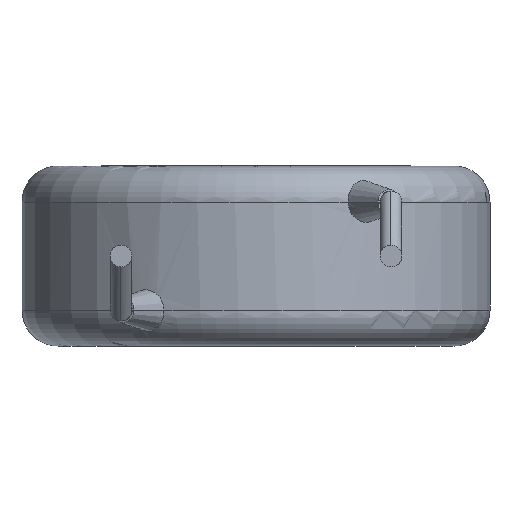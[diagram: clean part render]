
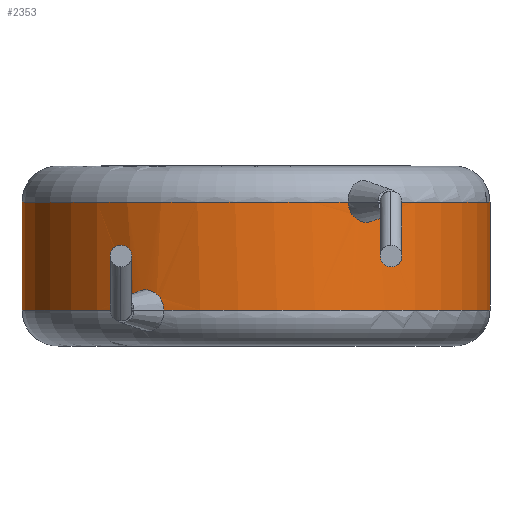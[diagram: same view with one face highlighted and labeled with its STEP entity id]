
A CAD part, front view. The second image highlights one B-rep face of the part: STEP entity #2353.
In plain terms, the highlighted cylindrical face has radius 6.5 mm (diameter 13 mm), a partial arc.
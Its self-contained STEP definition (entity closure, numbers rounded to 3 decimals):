
#16 = DIRECTION ( 'NONE',  ( 0., 0., -1. ) ) ;
#32 = EDGE_CURVE ( 'NONE', #729, #1728, #368, .T. ) ;
#33 = CARTESIAN_POINT ( 'NONE',  ( 2.616, -5.951, 3.705 ) ) ;
#37 = VERTEX_POINT ( 'NONE', #1949 ) ;
#137 = CARTESIAN_POINT ( 'NONE',  ( 0., 0., 5. ) ) ;
#293 = DIRECTION ( 'NONE',  ( 1., 0., 0. ) ) ;
#301 = DIRECTION ( 'NONE',  ( 1., 0., 0. ) ) ;
#368 = LINE ( 'NONE', #2073, #3656 ) ;
#461 = DIRECTION ( 'NONE',  ( 0., 0., -1. ) ) ;
#477 = CARTESIAN_POINT ( 'NONE',  ( -2.616, -5.951, 1.295 ) ) ;
#521 = ORIENTED_EDGE ( 'NONE', *, *, #2888, .F. ) ;
#622 = ORIENTED_EDGE ( 'NONE', *, *, #1533, .T. ) ;
#646 = AXIS2_PLACEMENT_3D ( 'NONE', #2488, #3824, #293 ) ;
#704 = CARTESIAN_POINT ( 'NONE',  ( 3.557, -5.44, 4. ) ) ;
#729 = VERTEX_POINT ( 'NONE', #1032 ) ;
#749 = DIRECTION ( 'NONE',  ( 0., 0., -1. ) ) ;
#789 = FACE_OUTER_BOUND ( 'NONE', #3783, .T. ) ;
#809 = CARTESIAN_POINT ( 'NONE',  ( -3.199, -5.66, 1.562 ) ) ;
#961 = CARTESIAN_POINT ( 'NONE',  ( 6.5, 0., 5. ) ) ;
#1032 = CARTESIAN_POINT ( 'NONE',  ( -6.5, 0., 4. ) ) ;
#1082 = CARTESIAN_POINT ( 'NONE',  ( -2.559, -5.975, 1.149 ) ) ;
#1096 = EDGE_CURVE ( 'NONE', #1548, #1881, #1815, .T. ) ;
#1173 = DIRECTION ( 'NONE',  ( 1., 0., 0. ) ) ;
#1232 = CARTESIAN_POINT ( 'NONE',  ( 3.557, -5.44, 3.851 ) ) ;
#1277 = DIRECTION ( 'NONE',  ( 0., 0., 1. ) ) ;
#1307 = ORIENTED_EDGE ( 'NONE', *, *, #32, .T. ) ;
#1391 = CARTESIAN_POINT ( 'NONE',  ( -6.5, 0., 1. ) ) ;
#1458 = CYLINDRICAL_SURFACE ( 'NONE', #1780, 6.5 ) ;
#1503 = EDGE_CURVE ( 'NONE', #1728, #37, #3747, .T. ) ;
#1533 = EDGE_CURVE ( 'NONE', #3005, #3732, #2534, .T. ) ;
#1548 = VERTEX_POINT ( 'NONE', #2624 ) ;
#1577 = DIRECTION ( 'NONE',  ( 1., 0., 0. ) ) ;
#1620 = CARTESIAN_POINT ( 'NONE',  ( 2.559, -5.975, 4. ) ) ;
#1728 = VERTEX_POINT ( 'NONE', #1391 ) ;
#1735 = ORIENTED_EDGE ( 'NONE', *, *, #1096, .T. ) ;
#1760 = EDGE_CURVE ( 'NONE', #1548, #3732, #1777, .T. ) ;
#1777 = LINE ( 'NONE', #961, #3234 ) ;
#1780 = AXIS2_PLACEMENT_3D ( 'NONE', #137, #461, #2470 ) ;
#1815 = CIRCLE ( 'NONE', #646, 6.5 ) ;
#1881 = VERTEX_POINT ( 'NONE', #704 ) ;
#1887 = CARTESIAN_POINT ( 'NONE',  ( 2.807, -5.864, 3.498 ) ) ;
#1949 = CARTESIAN_POINT ( 'NONE',  ( -3.557, -5.44, 1. ) ) ;
#2003 = EDGE_CURVE ( 'NONE', #3814, #729, #2403, .T. ) ;
#2069 = CARTESIAN_POINT ( 'NONE',  ( -3.557, -5.44, 1.149 ) ) ;
#2073 = CARTESIAN_POINT ( 'NONE',  ( -6.5, 0., 5. ) ) ;
#2126 = B_SPLINE_CURVE_WITH_KNOTS ( 'NONE', 3,
 ( #1620, #2646, #33, #1887, #4169, #4151, #2565, #3932, #1232, #2892 ),
 .UNSPECIFIED., .F., .F.,
 ( 4, 2, 2, 2, 4 ),
 ( 0., 0., 0.001, 0.001, 0.002 ),
 .UNSPECIFIED. ) ;
#2189 = AXIS2_PLACEMENT_3D ( 'NONE', #3580, #1277, #301 ) ;
#2215 = CARTESIAN_POINT ( 'NONE',  ( 0., 0., 4. ) ) ;
#2305 = ORIENTED_EDGE ( 'NONE', *, *, #1503, .T. ) ;
#2346 = ORIENTED_EDGE ( 'NONE', *, *, #2003, .T. ) ;
#2353 = ADVANCED_FACE ( 'NONE', ( #789 ), #1458, .T. ) ;
#2403 = CIRCLE ( 'NONE', #3838, 6.5 ) ;
#2447 = B_SPLINE_CURVE_WITH_KNOTS ( 'NONE', 3,
 ( #3071, #1082, #477, #2471, #2778, #809, #3135, #3104, #2069, #3440 ),
 .UNSPECIFIED., .F., .F.,
 ( 4, 2, 2, 2, 4 ),
 ( 0., 0., 0.001, 0.001, 0.002 ),
 .UNSPECIFIED. ) ;
#2470 = DIRECTION ( 'NONE',  ( -1., 0., 0. ) ) ;
#2471 = CARTESIAN_POINT ( 'NONE',  ( -2.807, -5.864, 1.502 ) ) ;
#2488 = CARTESIAN_POINT ( 'NONE',  ( 0., 0., 4. ) ) ;
#2534 = CIRCLE ( 'NONE', #3284, 6.5 ) ;
#2565 = CARTESIAN_POINT ( 'NONE',  ( 3.326, -5.586, 3.497 ) ) ;
#2624 = CARTESIAN_POINT ( 'NONE',  ( 6.5, 0., 4. ) ) ;
#2646 = CARTESIAN_POINT ( 'NONE',  ( 2.559, -5.975, 3.851 ) ) ;
#2657 = EDGE_CURVE ( 'NONE', #3814, #1881, #2126, .T. ) ;
#2778 = CARTESIAN_POINT ( 'NONE',  ( -2.939, -5.799, 1.562 ) ) ;
#2793 = CARTESIAN_POINT ( 'NONE',  ( 2.559, -5.975, 4. ) ) ;
#2804 = ORIENTED_EDGE ( 'NONE', *, *, #1760, .F. ) ;
#2875 = DIRECTION ( 'NONE',  ( 0., 0., -1. ) ) ;
#2888 = EDGE_CURVE ( 'NONE', #3005, #37, #2447, .T. ) ;
#2890 = CARTESIAN_POINT ( 'NONE',  ( 0., 0., 1. ) ) ;
#2892 = CARTESIAN_POINT ( 'NONE',  ( 3.557, -5.44, 4. ) ) ;
#3005 = VERTEX_POINT ( 'NONE', #3390 ) ;
#3071 = CARTESIAN_POINT ( 'NONE',  ( -2.559, -5.975, 1. ) ) ;
#3104 = CARTESIAN_POINT ( 'NONE',  ( -3.506, -5.474, 1.294 ) ) ;
#3135 = CARTESIAN_POINT ( 'NONE',  ( -3.326, -5.586, 1.503 ) ) ;
#3230 = DIRECTION ( 'NONE',  ( 0., 0., 1. ) ) ;
#3234 = VECTOR ( 'NONE', #16, 1000. ) ;
#3265 = ORIENTED_EDGE ( 'NONE', *, *, #2657, .F. ) ;
#3284 = AXIS2_PLACEMENT_3D ( 'NONE', #2890, #3230, #1577 ) ;
#3390 = CARTESIAN_POINT ( 'NONE',  ( -2.559, -5.975, 1. ) ) ;
#3425 = CARTESIAN_POINT ( 'NONE',  ( 6.5, 0., 1. ) ) ;
#3440 = CARTESIAN_POINT ( 'NONE',  ( -3.557, -5.44, 1. ) ) ;
#3580 = CARTESIAN_POINT ( 'NONE',  ( 0., 0., 1. ) ) ;
#3656 = VECTOR ( 'NONE', #749, 1000. ) ;
#3732 = VERTEX_POINT ( 'NONE', #3425 ) ;
#3747 = CIRCLE ( 'NONE', #2189, 6.5 ) ;
#3783 = EDGE_LOOP ( 'NONE', ( #2804, #1735, #3265, #2346, #1307, #2305, #521, #622 ) ) ;
#3814 = VERTEX_POINT ( 'NONE', #2793 ) ;
#3824 = DIRECTION ( 'NONE',  ( 0., 0., -1. ) ) ;
#3838 = AXIS2_PLACEMENT_3D ( 'NONE', #2215, #2875, #1173 ) ;
#3932 = CARTESIAN_POINT ( 'NONE',  ( 3.506, -5.474, 3.706 ) ) ;
#4151 = CARTESIAN_POINT ( 'NONE',  ( 3.199, -5.66, 3.438 ) ) ;
#4169 = CARTESIAN_POINT ( 'NONE',  ( 2.939, -5.799, 3.438 ) ) ;
